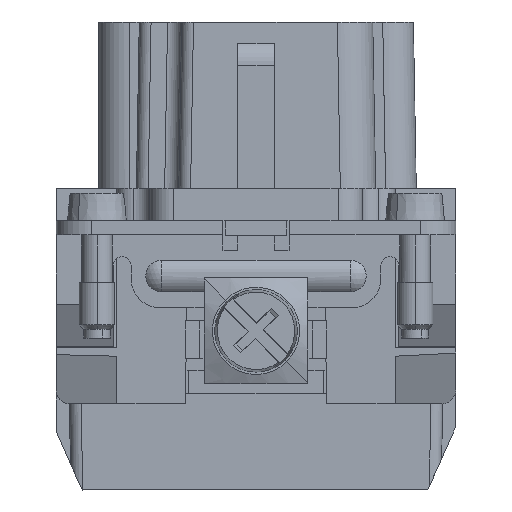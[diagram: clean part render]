
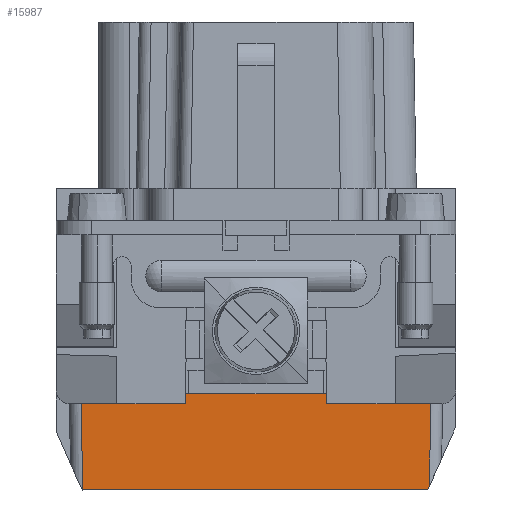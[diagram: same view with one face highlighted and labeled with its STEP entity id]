
A CAD part, front view. The second image highlights one B-rep face of the part: STEP entity #15987.
In plain terms, the highlighted planar face has unit normal (0, -1, -0.009).
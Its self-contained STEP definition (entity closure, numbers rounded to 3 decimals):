
#15961=AXIS2_PLACEMENT_3D('Plane Axis2P3D',#15958,#15959,#15960) ;
#10601=CARTESIAN_POINT('Line Origine',(31.587,13.572,0.159)) ;
#10605=CARTESIAN_POINT('Vertex',(31.517,13.574,0.)) ;
#10607=CARTESIAN_POINT('Vertex',(31.658,13.571,0.317)) ;
#15870=CARTESIAN_POINT('Line Origine',(16.95,13.5,8.45)) ;
#15874=CARTESIAN_POINT('Vertex',(2.1,13.5,8.45)) ;
#15876=CARTESIAN_POINT('Vertex',(31.8,13.5,8.45)) ;
#15958=CARTESIAN_POINT('Axis2P3D Location',(-118.801,13.5,8.45)) ;
#15963=CARTESIAN_POINT('Line Origine',(2.174,13.537,4.225)) ;
#15967=CARTESIAN_POINT('Vertex',(2.247,13.574,0.)) ;
#15970=CARTESIAN_POINT('Line Origine',(16.882,13.574,0.)) ;
#15975=CARTESIAN_POINT('Line Origine',(31.729,13.535,4.384)) ;
#10602=DIRECTION('Vector Direction',(0.407,-0.008,0.914)) ;
#15871=DIRECTION('Vector Direction',(1.,0.,0.)) ;
#15959=DIRECTION('Axis2P3D Direction',(0.,-1.,-0.009)) ;
#15960=DIRECTION('Axis2P3D XDirection',(0.,-0.009,1.)) ;
#15964=DIRECTION('Vector Direction',(-0.017,-0.009,1.)) ;
#15971=DIRECTION('Vector Direction',(1.,0.,0.)) ;
#15976=DIRECTION('Vector Direction',(-0.017,0.009,-1.)) ;
#10603=VECTOR('Line Direction',#10602,1.) ;
#15872=VECTOR('Line Direction',#15871,1.) ;
#15965=VECTOR('Line Direction',#15964,1.) ;
#15972=VECTOR('Line Direction',#15971,1.) ;
#15977=VECTOR('Line Direction',#15976,1.) ;
#15981=ORIENTED_EDGE('',*,*,#15969,.F.) ;
#15982=ORIENTED_EDGE('',*,*,#15974,.T.) ;
#15983=ORIENTED_EDGE('',*,*,#10609,.T.) ;
#15984=ORIENTED_EDGE('',*,*,#15979,.F.) ;
#15985=ORIENTED_EDGE('',*,*,#15878,.F.) ;
#15987=ADVANCED_FACE('Hauptkoerper',(#15986),#15962,.T.) ;
#10609=EDGE_CURVE('',#10606,#10608,#10604,.T.) ;
#15878=EDGE_CURVE('',#15875,#15877,#15873,.T.) ;
#15969=EDGE_CURVE('',#15968,#15875,#15966,.T.) ;
#15974=EDGE_CURVE('',#15968,#10606,#15973,.T.) ;
#15979=EDGE_CURVE('',#15877,#10608,#15978,.T.) ;
#15980=EDGE_LOOP('',(#15981,#15982,#15983,#15984,#15985)) ;
#15986=FACE_OUTER_BOUND('',#15980,.T.) ;
#10604=LINE('Line',#10601,#10603) ;
#15873=LINE('Line',#15870,#15872) ;
#15966=LINE('Line',#15963,#15965) ;
#15973=LINE('Line',#15970,#15972) ;
#15978=LINE('Line',#15975,#15977) ;
#15962=PLANE('',#15961) ;
#10606=VERTEX_POINT('',#10605) ;
#10608=VERTEX_POINT('',#10607) ;
#15875=VERTEX_POINT('',#15874) ;
#15877=VERTEX_POINT('',#15876) ;
#15968=VERTEX_POINT('',#15967) ;
